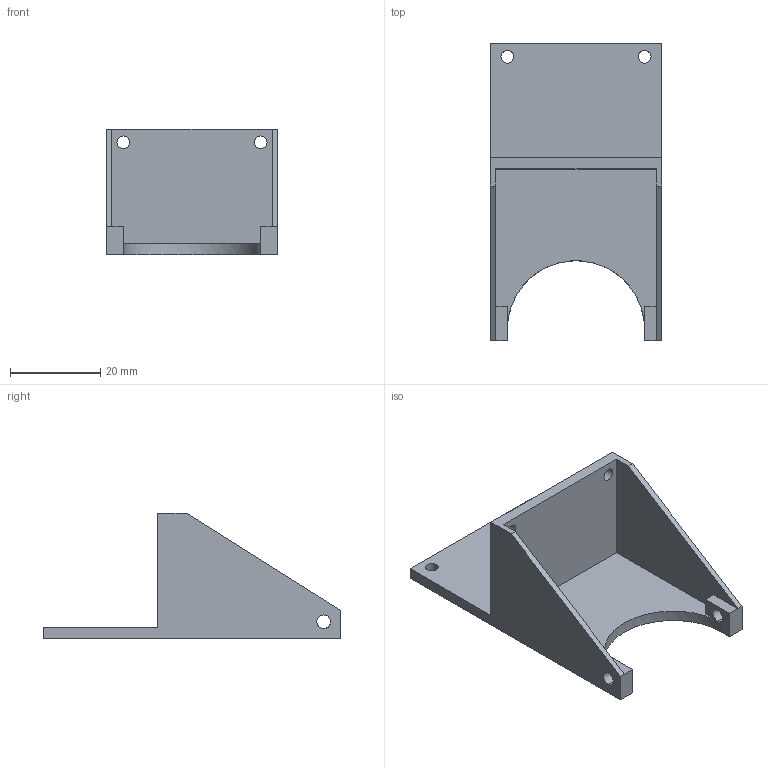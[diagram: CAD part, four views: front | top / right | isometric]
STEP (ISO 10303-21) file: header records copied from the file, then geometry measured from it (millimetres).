
FILE_DESCRIPTION (( 'STEP AP203' ), '1' );
FILE_NAME ('CasterBracket.STEP', '2012-03-25T05:55:38', ( '' ), ( '' ), 'SwSTEP 2.0', 'SolidWorks 2010', '' );
FILE_SCHEMA (( 'CONFIG_CONTROL_DESIGN' ));
Length unit declared in the file: inch
Products named in the file (1): CasterBracket
Bounding box: 38.1 x 66.04 x 27.94 mm (x, y, z)
Volume: 9386.2 mm3; surface area: 9280 mm2
Topology: 1 solids, 1 shells, 36 faces, 106 edges, 70 vertices
Faces by surface type: plane 23, cylinder 13
Entity records: 1317 total; most frequent: CARTESIAN_POINT 233, ORIENTED_EDGE 212, DIRECTION 204, EDGE_CURVE 106, VECTOR 74, LINE 74, VERTEX_POINT 70, AXIS2_PLACEMENT_3D 65
